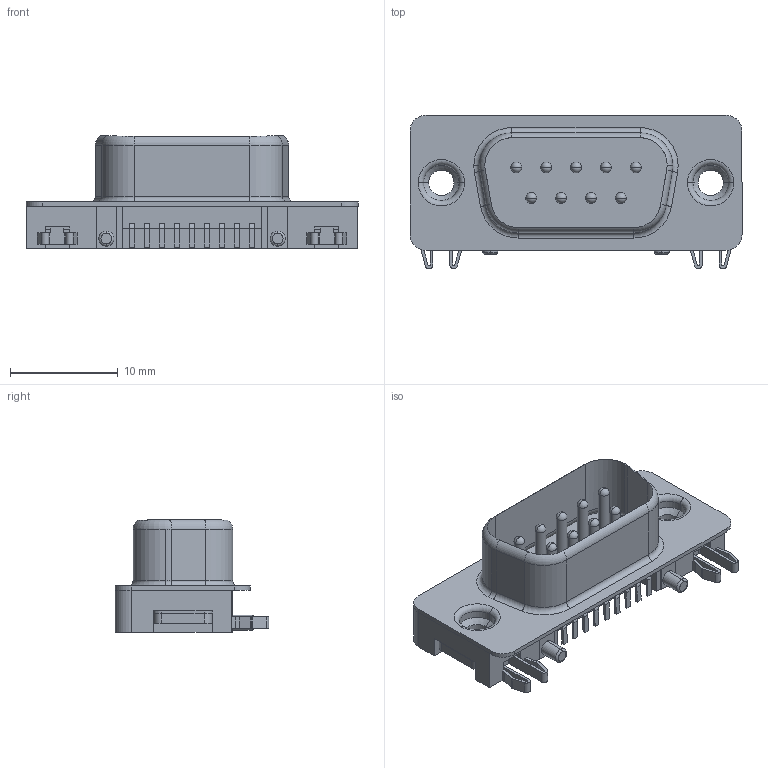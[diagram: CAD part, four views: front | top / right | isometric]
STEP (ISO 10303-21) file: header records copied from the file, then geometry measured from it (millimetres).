
FILE_DESCRIPTION (( 'STEP AP214' ), '1' );
FILE_NAME ('K202XHT-E9P-N_rB2.STEP', '2013-10-03T18:01:16', ( 'Daniel' ), ( 'Microsoft' ), 'SwSTEP 2.0', 'SolidWorks 2012', '' );
FILE_SCHEMA (( 'AUTOMOTIVE_DESIGN' ));
Length unit declared in the file: millimetre
Products named in the file (1): K202XHT-E9P-N_rB2
Bounding box: 30.81 x 14.25 x 10.45 mm (x, y, z)
Volume: 1339.3 mm3; surface area: 2153.3 mm2
Topology: 1 solids, 1 shells, 359 faces, 977 edges, 624 vertices
Faces by surface type: plane 178, cylinder 132, torus 23, sphere 18, cone 8
Entity records: 12176 total; most frequent: CARTESIAN_POINT 1987, DIRECTION 1957, ORIENTED_EDGE 1882, EDGE_CURVE 941, AXIS2_PLACEMENT_3D 670, LINE 617, VECTOR 617, VERTEX_POINT 606
